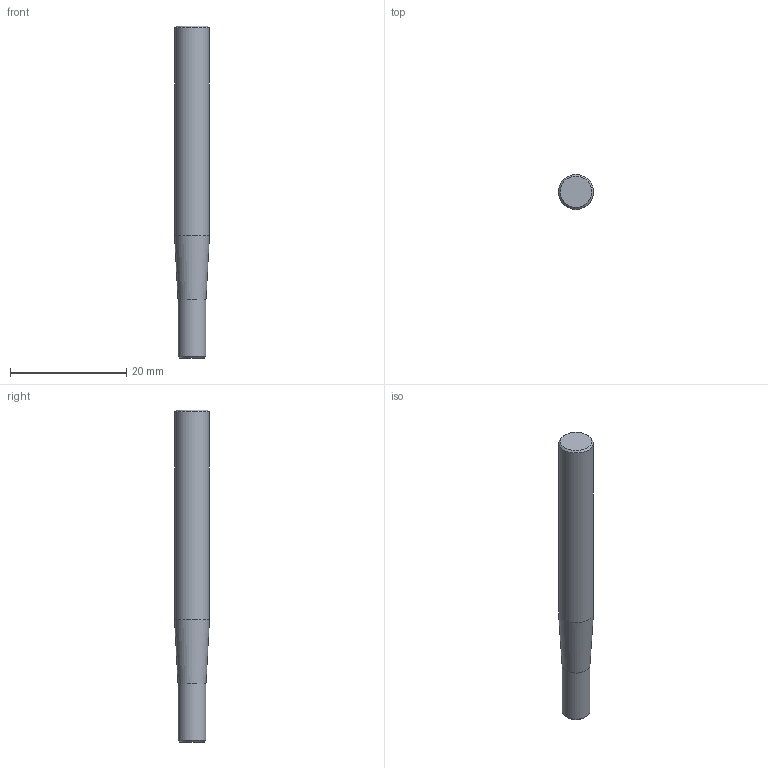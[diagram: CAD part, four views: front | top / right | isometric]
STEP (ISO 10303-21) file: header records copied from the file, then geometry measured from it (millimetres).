
FILE_DESCRIPTION(('STEP'), '1');
FILE_NAME('MOD000000000000000020084659600000.stp', '2019-01-04T08:50:53', (''), (''), 'Express v3.0.0.0', 'Express Tool', 'Unknown');
FILE_SCHEMA(('AUTOMOTIVE_DESIGN'));
Length unit declared in the file: millimetre
Products named in the file (1): NONE
Bounding box: 6 x 6 x 57 mm (x, y, z)
Volume: 1453 mm3; surface area: 1316.1 mm2
Topology: 2 solids, 2 shells, 12 faces, 23 edges, 17 vertices
Faces by surface type: bspline 12
Entity records: 476 total; most frequent: CARTESIAN_POINT 194, DIRECTION 40, ORIENTED_EDGE 36, EDGE_CURVE 18, EDGE_LOOP 15, AXIS2_PLACEMENT_3D 14, ADVANCED_FACE 12, FACE_OUTER_BOUND 12
